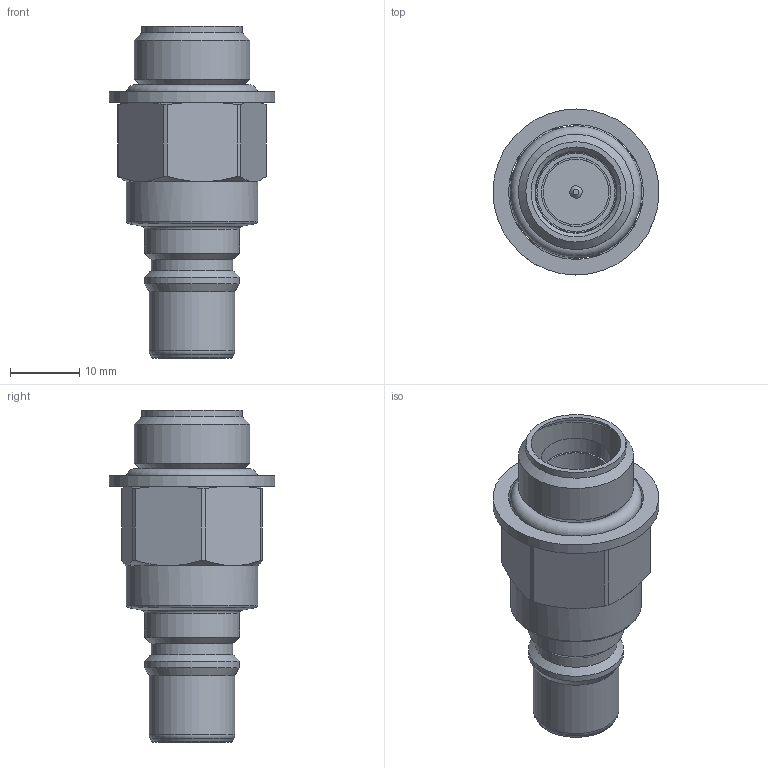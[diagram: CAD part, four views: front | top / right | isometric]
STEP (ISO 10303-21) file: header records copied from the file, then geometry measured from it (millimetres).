
FILE_DESCRIPTION(/* description */ (''),/* implementation_level */ '2;1');
FILE_NAME(/* name */ '.stp',/* time_stamp */ '2024-11-06T11:57:55+01:00',/* author */ ('meier'),/* organization */ (''),/* preprocessor_version */ 'ST-DEVELOPER v18.1',/* originating_system */ 'Autodesk Inventor 2022',/* authorisation */ '0 mm^3');
FILE_SCHEMA (('CONFIG_CONTROL_DESIGN','AUTOMOTIVE_DESIGN { 1 0 10303 214 3 1 1 }'));
Length unit declared in the file: millimetre
Products named in the file (1): ESF 38 NAAB-U
Bounding box: 24 x 24 x 48 mm (x, y, z)
Volume: 8399.8 mm3; surface area: 5008.5 mm2
Topology: 3 solids, 3 shells, 71 faces, 155 edges, 95 vertices
Faces by surface type: cylinder 23, cone 23, plane 17, torus 8
Full cylindrical faces by diameter (mm): 1.8 x1, 3 x1, 9.2 x1, 9.5 x2, 10 x1, 11.85 x1, 12.4 x1, 13.75 x2, 14 x2, 14.5 x1, 16.66 x1, 19 x1, 19.5 x1, 24 x1
Entity records: 2084 total; most frequent: CARTESIAN_POINT 370, DIRECTION 366, ORIENTED_EDGE 310, AXIS2_PLACEMENT_3D 163, EDGE_CURVE 155, VERTEX_POINT 95, CIRCLE 91, EDGE_LOOP 80
